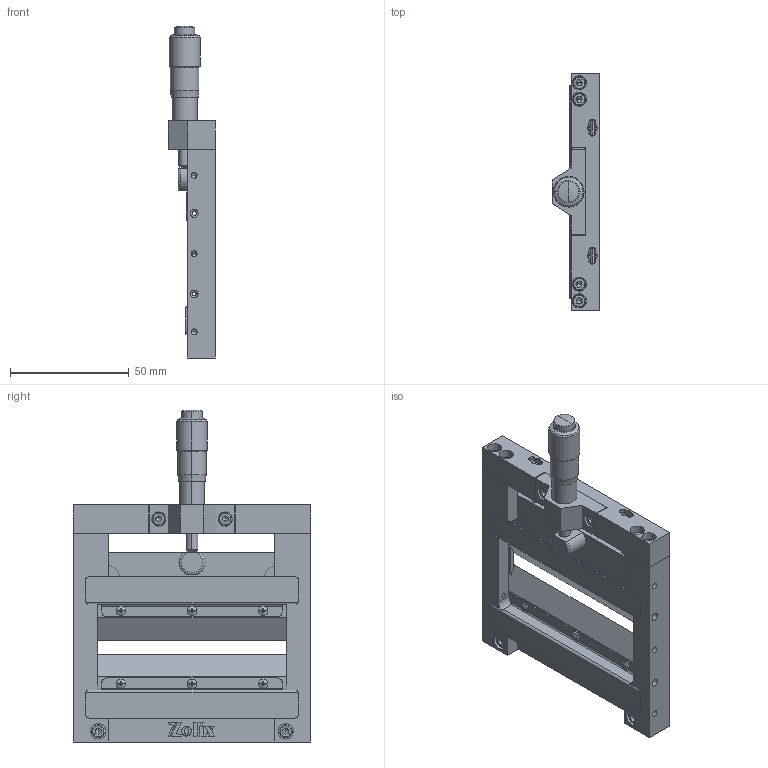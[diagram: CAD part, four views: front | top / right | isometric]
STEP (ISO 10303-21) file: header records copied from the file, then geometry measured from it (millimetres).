
FILE_DESCRIPTION (( 'STEP AP203' ), '1' );
FILE_NAME ('APAS80-1A.STEP', '2022-07-19T09:15:04', ( '' ), ( '' ), 'SwSTEP 2.0', 'SolidWorks 2021', '' );
FILE_SCHEMA (( 'CONFIG_CONTROL_DESIGN' ));
Length unit declared in the file: millimetre
Products named in the file (1): APAS80-1A
Bounding box: 20.2 x 100 x 140 mm (x, y, z)
Volume: 70889.4 mm3; surface area: 48227.2 mm2
Topology: 29 solids, 29 shells, 911 faces, 2314 edges, 1479 vertices
Faces by surface type: plane 515, cylinder 276, cone 85, torus 19, sphere 16
Entity records: 27800 total; most frequent: CARTESIAN_POINT 5309, DIRECTION 4793, ORIENTED_EDGE 4556, EDGE_CURVE 2278, AXIS2_PLACEMENT_3D 1711, VERTEX_POINT 1479, VECTOR 1371, LINE 1371
